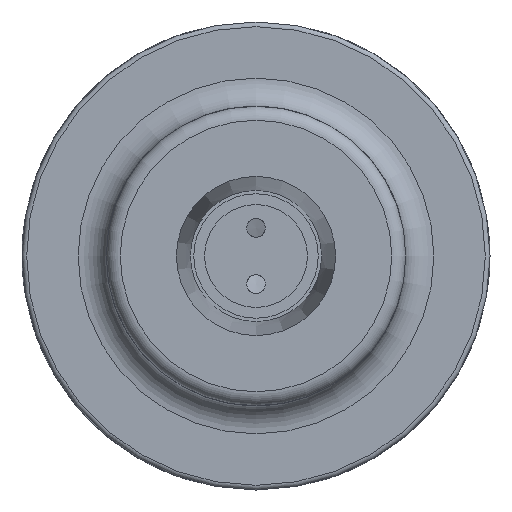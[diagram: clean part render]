
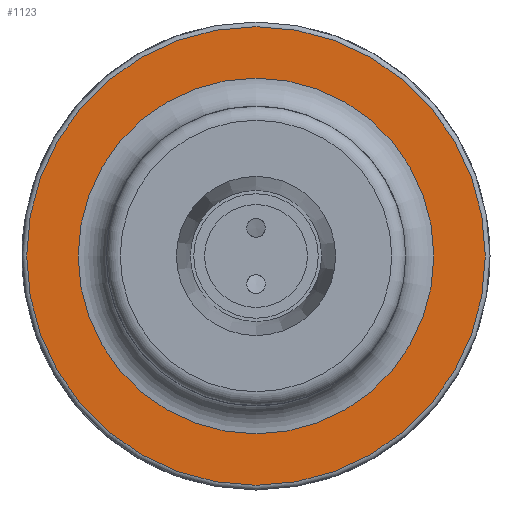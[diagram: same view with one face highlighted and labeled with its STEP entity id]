
A CAD part, left-side view. The second image highlights one B-rep face of the part: STEP entity #1123.
In plain terms, the highlighted planar face has unit normal (-1, 0, 0).
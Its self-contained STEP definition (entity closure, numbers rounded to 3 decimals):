
#516=CARTESIAN_POINT('',(-20.,0.0,19.));
#517=VERTEX_POINT('',#516);
#518=CARTESIAN_POINT('',(-20.0,0.0,0.));
#519=DIRECTION('',(-1.0,0.0,0.0));
#520=DIRECTION('',(0.0,0.0,1.0));
#521=AXIS2_PLACEMENT_3D('',#518,#519,#520);
#522=CIRCLE('',#521,19.);
#523=EDGE_CURVE('',#517,#517,#522,.T.);
#1104=CARTESIAN_POINT('',(-20.0,25.0,0.0));
#1105=DIRECTION('',(-1.0,0.0,0.0));
#1106=DIRECTION('',(0.0,0.0,1.0));
#1107=AXIS2_PLACEMENT_3D('',#1104,#1105,#1106);
#1108=PLANE('',#1107);
#1109=CARTESIAN_POINT('',(-20.0,24.5,0.));
#1110=VERTEX_POINT('',#1109);
#1111=CARTESIAN_POINT('',(-20.0,0.0,0.0));
#1112=DIRECTION('',(1.0,0.0,0.0));
#1113=DIRECTION('',(0.0,-1.0,0.0));
#1114=AXIS2_PLACEMENT_3D('',#1111,#1112,#1113);
#1115=CIRCLE('',#1114,24.5);
#1116=EDGE_CURVE('',#1110,#1110,#1115,.T.);
#1117=ORIENTED_EDGE('',*,*,#1116,.F.);
#1118=EDGE_LOOP('',(#1117));
#1119=FACE_OUTER_BOUND('',#1118,.T.);
#1120=ORIENTED_EDGE('',*,*,#523,.F.);
#1121=EDGE_LOOP('',(#1120));
#1122=FACE_BOUND('',#1121,.T.);
#1123=ADVANCED_FACE('',(#1119,#1122),#1108,.T.);
